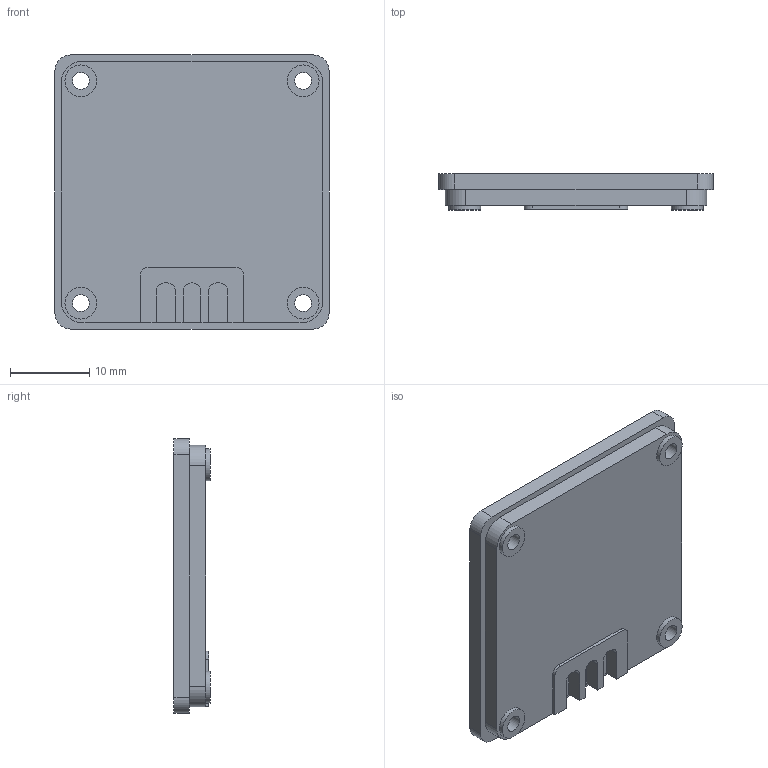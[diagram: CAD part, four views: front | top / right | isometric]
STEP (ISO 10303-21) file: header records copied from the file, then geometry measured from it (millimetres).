
FILE_DESCRIPTION(/* description */ (''),/* implementation_level */ '2;1');
FILE_NAME(/* name */ 'imu-cover v13.step',/* time_stamp */ '2022-09-27T21:08:40+02:00',/* author */ (''),/* organization */ (''),/* preprocessor_version */ 'ST-DEVELOPER v19',/* originating_system */ 'Autodesk Translation Framework v11.7.0.108',/* authorisation */ '');
FILE_SCHEMA (('AUTOMOTIVE_DESIGN { 1 0 10303 214 3 1 1 }'));
Length unit declared in the file: millimetre
Products named in the file (1): imu-cover
Bounding box: 34.5 x 4.55 x 34.5 mm (x, y, z)
Volume: 4316.5 mm3; surface area: 3273.4 mm2
Topology: 1 solids, 1 shells, 92 faces, 210 edges, 140 vertices
Faces by surface type: plane 50, cylinder 42
Full cylindrical faces by diameter (mm): 1.623 x8, 2 x1, 2.1 x4, 4 x4, 4.1 x4, 8 x1
Entity records: 2674 total; most frequent: DIRECTION 480, CARTESIAN_POINT 443, ORIENTED_EDGE 420, EDGE_CURVE 210, AXIS2_PLACEMENT_3D 177, VERTEX_POINT 140, LINE 126, VECTOR 126
